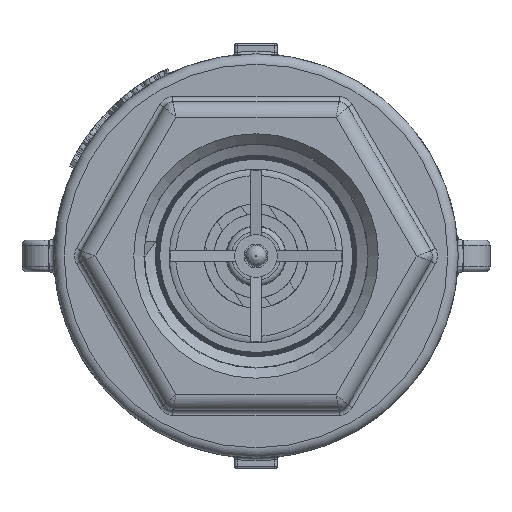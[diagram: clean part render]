
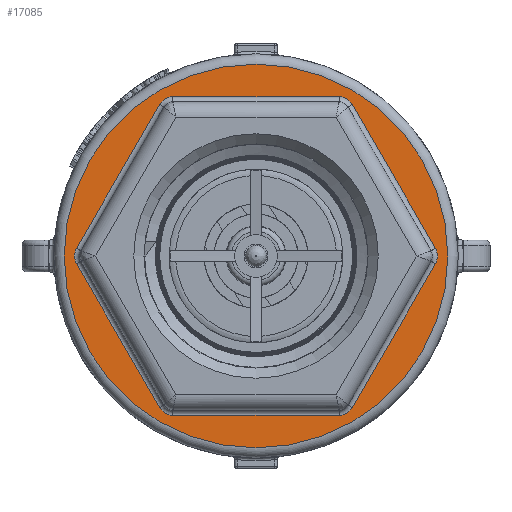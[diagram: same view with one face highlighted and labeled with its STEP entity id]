
A CAD part, left-side view. The second image highlights one B-rep face of the part: STEP entity #17085.
In plain terms, the highlighted planar face has unit normal (-1, 0, 0).
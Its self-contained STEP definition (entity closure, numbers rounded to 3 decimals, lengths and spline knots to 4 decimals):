
#226=FACE_BOUND('',#3086,.T.);
#1132=CIRCLE('',#18179,0.09);
#1134=CIRCLE('',#18182,0.09);
#1140=CIRCLE('',#18191,0.09);
#1142=CIRCLE('',#18194,0.09);
#1148=CIRCLE('',#18203,0.09);
#1150=CIRCLE('',#18206,0.09);
#1155=CIRCLE('',#18219,1.126);
#1583=PLANE('',#18218);
#2070=FACE_OUTER_BOUND('',#3085,.T.);
#3085=EDGE_LOOP('',(#13236));
#3086=EDGE_LOOP('',(#13237,#13238,#13239,#13240,#13241,#13242,#13243,#13244,
#13245,#13246,#13247,#13248));
#4235=LINE('',#46512,#5133);
#4237=LINE('',#46530,#5135);
#4238=LINE('',#46535,#5136);
#4241=LINE('',#46554,#5139);
#4242=LINE('',#46559,#5140);
#4244=LINE('',#46574,#5142);
#5133=VECTOR('',#20472,0.9757);
#5135=VECTOR('',#20494,0.9757);
#5136=VECTOR('',#20499,0.9757);
#5139=VECTOR('',#20522,0.9757);
#5140=VECTOR('',#20527,0.9757);
#5142=VECTOR('',#20547,0.9757);
#7452=VERTEX_POINT('',#46505);
#7455=VERTEX_POINT('',#46510);
#7456=VERTEX_POINT('',#46514);
#7459=VERTEX_POINT('',#46521);
#7460=VERTEX_POINT('',#46526);
#7463=VERTEX_POINT('',#46533);
#7464=VERTEX_POINT('',#46538);
#7467=VERTEX_POINT('',#46545);
#7468=VERTEX_POINT('',#46550);
#7471=VERTEX_POINT('',#46557);
#7472=VERTEX_POINT('',#46562);
#7475=VERTEX_POINT('',#46569);
#7483=VERTEX_POINT('',#46603);
#9555=EDGE_CURVE('',#7455,#7452,#4235,.T.);
#9558=EDGE_CURVE('',#7452,#7456,#1132,.T.);
#9560=EDGE_CURVE('',#7459,#7455,#1134,.T.);
#9564=EDGE_CURVE('',#7456,#7460,#4237,.T.);
#9566=EDGE_CURVE('',#7463,#7459,#4238,.T.);
#9570=EDGE_CURVE('',#7460,#7464,#1140,.T.);
#9572=EDGE_CURVE('',#7467,#7463,#1142,.T.);
#9576=EDGE_CURVE('',#7464,#7468,#4241,.T.);
#9578=EDGE_CURVE('',#7471,#7467,#4242,.T.);
#9582=EDGE_CURVE('',#7468,#7472,#1148,.T.);
#9584=EDGE_CURVE('',#7475,#7471,#1150,.T.);
#9586=EDGE_CURVE('',#7472,#7475,#4244,.T.);
#9601=EDGE_CURVE('',#7483,#7483,#1155,.T.);
#13236=ORIENTED_EDGE('',*,*,#9601,.F.);
#13237=ORIENTED_EDGE('',*,*,#9555,.F.);
#13238=ORIENTED_EDGE('',*,*,#9560,.F.);
#13239=ORIENTED_EDGE('',*,*,#9566,.F.);
#13240=ORIENTED_EDGE('',*,*,#9572,.F.);
#13241=ORIENTED_EDGE('',*,*,#9578,.F.);
#13242=ORIENTED_EDGE('',*,*,#9584,.F.);
#13243=ORIENTED_EDGE('',*,*,#9586,.F.);
#13244=ORIENTED_EDGE('',*,*,#9582,.F.);
#13245=ORIENTED_EDGE('',*,*,#9576,.F.);
#13246=ORIENTED_EDGE('',*,*,#9570,.F.);
#13247=ORIENTED_EDGE('',*,*,#9564,.F.);
#13248=ORIENTED_EDGE('',*,*,#9558,.F.);
#17085=ADVANCED_FACE('',(#2070,#226),#1583,.T.);
#18179=AXIS2_PLACEMENT_3D('',#46518,#20479,#20480);
#18182=AXIS2_PLACEMENT_3D('',#46523,#20485,#20486);
#18191=AXIS2_PLACEMENT_3D('',#46542,#20507,#20508);
#18194=AXIS2_PLACEMENT_3D('',#46547,#20513,#20514);
#18203=AXIS2_PLACEMENT_3D('',#46566,#20535,#20536);
#18206=AXIS2_PLACEMENT_3D('',#46571,#20541,#20542);
#18218=AXIS2_PLACEMENT_3D('',#46602,#20577,#20578);
#18219=AXIS2_PLACEMENT_3D('',#46604,#20579,#20580);
#20472=DIRECTION('',(0.,0.5,-0.866));
#20479=DIRECTION('center_axis',(-1.,0.,0.));
#20480=DIRECTION('ref_axis',(0.,1.,0.));
#20485=DIRECTION('center_axis',(-1.,0.,0.));
#20486=DIRECTION('ref_axis',(0.,0.5,0.866));
#20494=DIRECTION('',(0.,-0.5,-0.866));
#20499=DIRECTION('',(0.,1.,0.));
#20507=DIRECTION('center_axis',(-1.,0.,0.));
#20508=DIRECTION('ref_axis',(0.,0.5,-0.866));
#20513=DIRECTION('center_axis',(-1.,0.,0.));
#20514=DIRECTION('ref_axis',(0.,-0.5,0.866));
#20522=DIRECTION('',(0.,-1.,0.));
#20527=DIRECTION('',(0.,0.5,0.866));
#20535=DIRECTION('center_axis',(-1.,0.,0.));
#20536=DIRECTION('ref_axis',(0.,-0.5,-0.866));
#20541=DIRECTION('center_axis',(-1.,0.,0.));
#20542=DIRECTION('ref_axis',(0.,-1.,0.));
#20547=DIRECTION('',(0.,-0.5,0.866));
#20577=DIRECTION('center_axis',(-1.,0.,0.));
#20578=DIRECTION('ref_axis',(0.,0.,1.));
#20579=DIRECTION('center_axis',(1.,0.,0.));
#20580=DIRECTION('ref_axis',(0.,0.,1.));
#46505=CARTESIAN_POINT('',(0.,1.0537,0.045));
#46510=CARTESIAN_POINT('',(0.,0.5658,0.89));
#46512=CARTESIAN_POINT('',(0.,1.0687,0.0189));
#46514=CARTESIAN_POINT('',(0.,1.0537,-0.045));
#46518=CARTESIAN_POINT('Origin',(0.,0.9757,
0.));
#46521=CARTESIAN_POINT('',(0.,0.4879,0.935));
#46523=CARTESIAN_POINT('Origin',(0.,0.4879,
0.845));
#46526=CARTESIAN_POINT('',(0.,0.5658,-0.89));
#46530=CARTESIAN_POINT('',(0.,0.5507,-0.9161));
#46533=CARTESIAN_POINT('',(0.,-0.4879,0.935));
#46535=CARTESIAN_POINT('',(0.,0.2613,0.935));
#46538=CARTESIAN_POINT('',(0.,0.4879,-0.935));
#46542=CARTESIAN_POINT('Origin',(0.,0.4879,
-0.845));
#46545=CARTESIAN_POINT('',(0.,-0.5658,0.89));
#46547=CARTESIAN_POINT('Origin',(0.,-0.4879,
0.845));
#46550=CARTESIAN_POINT('',(0.,-0.4879,-0.935));
#46554=CARTESIAN_POINT('',(0.,-0.2613,-0.935));
#46557=CARTESIAN_POINT('',(0.,-1.0537,0.045));
#46559=CARTESIAN_POINT('',(0.,-0.8075,0.4714));
#46562=CARTESIAN_POINT('',(0.,-0.5658,-0.89));
#46566=CARTESIAN_POINT('Origin',(0.,-0.4879,
-0.845));
#46569=CARTESIAN_POINT('',(0.,-1.0537,-0.045));
#46571=CARTESIAN_POINT('Origin',(0.,-0.9757,
0.));
#46574=CARTESIAN_POINT('',(0.,-0.812,-0.4636));
#46602=CARTESIAN_POINT('Origin',(0.,0.,-0.593));
#46603=CARTESIAN_POINT('',(0.,0.,-1.126));
#46604=CARTESIAN_POINT('Origin',(0.,0.,0.));
